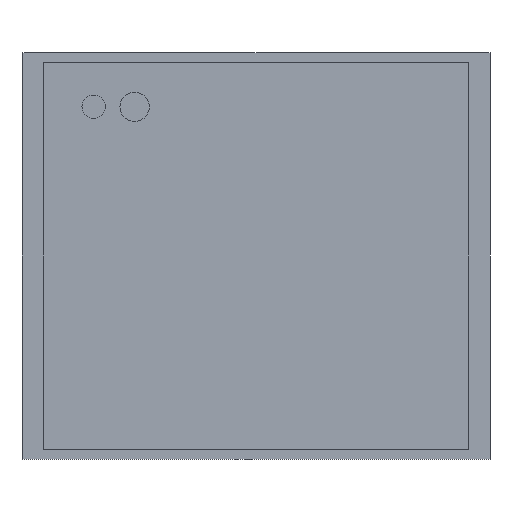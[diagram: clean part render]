
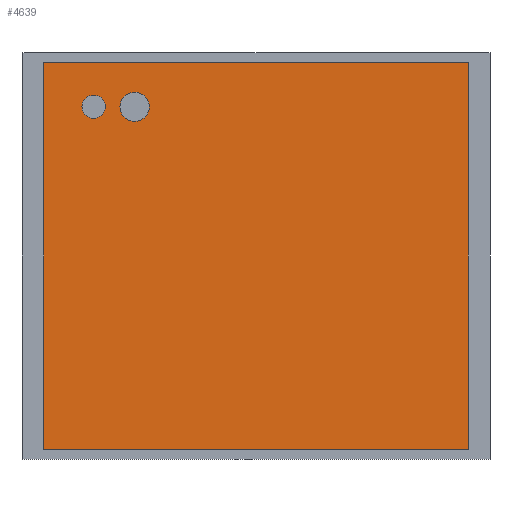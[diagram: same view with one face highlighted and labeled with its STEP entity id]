
A CAD part, front view. The second image highlights one B-rep face of the part: STEP entity #4639.
In plain terms, the highlighted planar face has unit normal (0, -1, 0).
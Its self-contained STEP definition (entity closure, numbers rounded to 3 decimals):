
#43=FACE_BOUND('',#447,.T.);
#44=FACE_BOUND('',#448,.T.);
#55=CIRCLE('',#4955,20.);
#57=CIRCLE('',#4959,25.);
#161=FACE_OUTER_BOUND('',#446,.T.);
#446=EDGE_LOOP('',(#3143,#3144,#3145,#3146));
#447=EDGE_LOOP('',(#3147));
#448=EDGE_LOOP('',(#3148));
#758=LINE('',#6628,#1376);
#760=LINE('',#6632,#1378);
#762=LINE('',#6636,#1380);
#764=LINE('',#6639,#1382);
#1376=VECTOR('',#5363,10.);
#1378=VECTOR('',#5367,10.);
#1380=VECTOR('',#5371,10.);
#1382=VECTOR('',#5375,10.);
#1960=VERTEX_POINT('',#6554);
#1962=VERTEX_POINT('',#6561);
#1983=VERTEX_POINT('',#6625);
#1984=VERTEX_POINT('',#6627);
#1985=VERTEX_POINT('',#6631);
#1986=VERTEX_POINT('',#6635);
#2401=EDGE_CURVE('',#1960,#1960,#55,.T.);
#2404=EDGE_CURVE('',#1962,#1962,#57,.T.);
#2434=EDGE_CURVE('',#1984,#1983,#758,.T.);
#2436=EDGE_CURVE('',#1985,#1984,#760,.T.);
#2438=EDGE_CURVE('',#1986,#1985,#762,.T.);
#2440=EDGE_CURVE('',#1983,#1986,#764,.T.);
#3143=ORIENTED_EDGE('',*,*,#2440,.T.);
#3144=ORIENTED_EDGE('',*,*,#2438,.T.);
#3145=ORIENTED_EDGE('',*,*,#2436,.T.);
#3146=ORIENTED_EDGE('',*,*,#2434,.T.);
#3147=ORIENTED_EDGE('',*,*,#2401,.T.);
#3148=ORIENTED_EDGE('',*,*,#2404,.T.);
#4372=PLANE('',#4976);
#4639=ADVANCED_FACE('',(#161,#43,#44),#4372,.T.);
#4955=AXIS2_PLACEMENT_3D('',#6556,#5297,#5298);
#4959=AXIS2_PLACEMENT_3D('',#6563,#5306,#5307);
#4976=AXIS2_PLACEMENT_3D('',#6640,#5376,#5377);
#5297=DIRECTION('center_axis',(0.,1.,0.));
#5298=DIRECTION('ref_axis',(1.,0.,0.));
#5306=DIRECTION('center_axis',(0.,1.,0.));
#5307=DIRECTION('ref_axis',(1.,0.,0.));
#5363=DIRECTION('',(0.,0.,-1.));
#5367=DIRECTION('',(-1.,0.,0.));
#5371=DIRECTION('',(0.,0.,1.));
#5375=DIRECTION('',(1.,0.,0.));
#5376=DIRECTION('center_axis',(0.,-1.,0.));
#5377=DIRECTION('ref_axis',(0.,0.,-1.));
#6554=CARTESIAN_POINT('',(-297.5,-370.,255.));
#6556=CARTESIAN_POINT('Origin',(-277.5,-370.,255.));
#6561=CARTESIAN_POINT('',(-232.5,-370.,255.));
#6563=CARTESIAN_POINT('Origin',(-207.5,-370.,255.));
#6625=CARTESIAN_POINT('',(-362.5,-370.,-330.));
#6627=CARTESIAN_POINT('',(-362.5,-370.,330.));
#6628=CARTESIAN_POINT('',(-362.5,-370.,-330.));
#6631=CARTESIAN_POINT('',(362.5,-370.,330.));
#6632=CARTESIAN_POINT('',(-362.5,-370.,330.));
#6635=CARTESIAN_POINT('',(362.5,-370.,-330.));
#6636=CARTESIAN_POINT('',(362.5,-370.,330.));
#6639=CARTESIAN_POINT('',(362.5,-370.,-330.));
#6640=CARTESIAN_POINT('Origin',(0.,-370.,0.));
